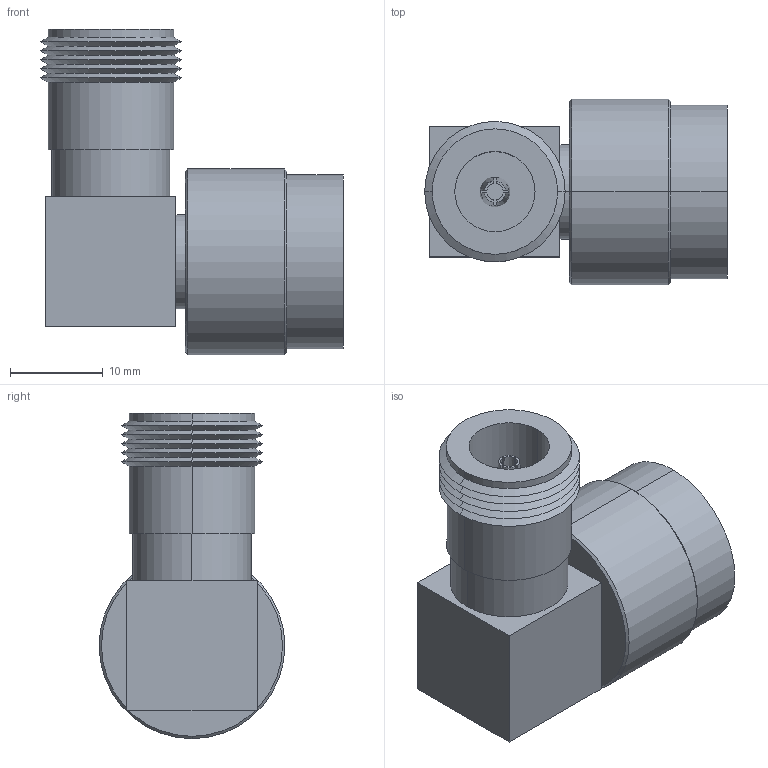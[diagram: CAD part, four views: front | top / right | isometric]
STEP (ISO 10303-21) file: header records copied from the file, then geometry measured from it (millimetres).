
FILE_DESCRIPTION (( 'STEP AP214' ), '1' );
FILE_NAME ('FMAD10045_3D.step', '2025-02-24T20:23:25', ( '' ), ( '' ), 'SwSTEP 2.0', 'SolidWorks 2022', '' );
FILE_SCHEMA (( 'AUTOMOTIVE_DESIGN' ));
Length unit declared in the file: inch
Products named in the file (3): Copy of AXA-NMNF90-MA2^FMAD10045; FMAD10045_3D; Copy of AXA-NMNF90-MA1^FMAD10045
Assembly tree (2 placements, depth 2):
  FMAD10045_3D
    Copy of AXA-NMNF90-MA1^FMAD10045
    Copy of AXA-NMNF90-MA2^FMAD10045
Bounding box: 32.56 x 19.99 x 35 mm (x, y, z)
Volume: 8275 mm3; surface area: 5393.6 mm2
Topology: 2 solids, 2 shells, 155 faces, 342 edges, 202 vertices
Faces by surface type: cone 64, plane 47, cylinder 44
Entity records: 4657 total; most frequent: DIRECTION 808, CARTESIAN_POINT 788, ORIENTED_EDGE 684, EDGE_CURVE 342, AXIS2_PLACEMENT_3D 322, VERTEX_POINT 202, EDGE_LOOP 166, VECTOR 164
